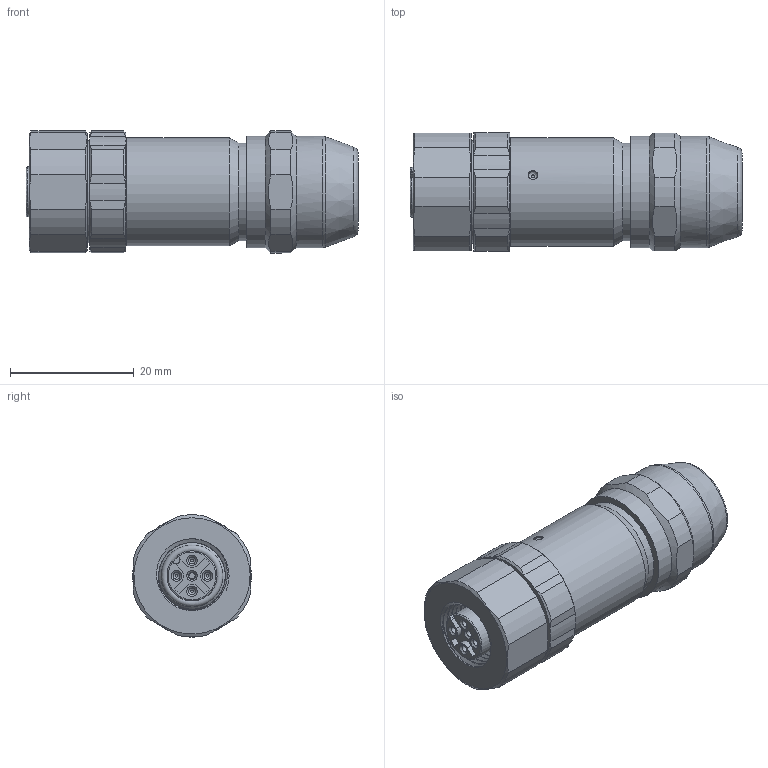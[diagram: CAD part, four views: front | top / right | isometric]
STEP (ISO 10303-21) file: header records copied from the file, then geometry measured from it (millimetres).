
FILE_DESCRIPTION(/* description */ (''),/* implementation_level */ '2;1');
FILE_NAME(/* name */ 'EK5219-0-9.stp',/* time_stamp */ '2023-02-27T10:30:24+08:00',/* author */ (''),/* organization */ (''),/* preprocessor_version */ 'ST-DEVELOPER v16',/* originating_system */ 'SIEMENS PLM Software NX 10.0',/* authorisation */ '');
FILE_SCHEMA (('AP203_CONFIGURATION_CONTROLLED_3D_DESIGN_OF_MECHANICAL_PARTS_AND_ASSEMBLIES_MIM_LF { 1 0 10303 403 2 1 2}'));
Length unit declared in the file: millimetre
Products named in the file (1): dellA9C86EF3psk5
Bounding box: 53.7 x 19.18 x 19.77 mm (x, y, z)
Volume: 13104.4 mm3; surface area: 4979.9 mm2
Topology: 1 solids, 1 shells, 196 faces, 495 edges, 317 vertices
Faces by surface type: plane 95, cylinder 60, cone 33, torus 5, bspline 3
Full cylindrical faces by diameter (mm): 1 x1, 1.1 x9, 1.5 x1, 1.58 x5, 8.8 x1, 11 x1, 12.5 x1, 15.8 x1, 16.5 x2, 17.5 x1, 18 x2
Entity records: 6789 total; most frequent: CARTESIAN_POINT 2358, DIRECTION 924, ORIENTED_EDGE 830, EDGE_CURVE 415, AXIS2_PLACEMENT_3D 378, VERTEX_POINT 288, EDGE_LOOP 263, ADVANCED_FACE 196
